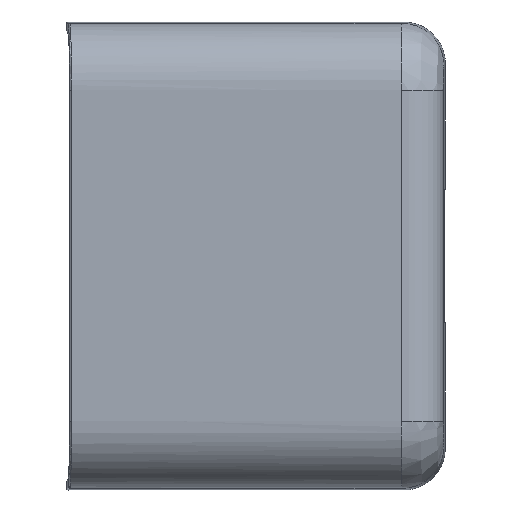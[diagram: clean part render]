
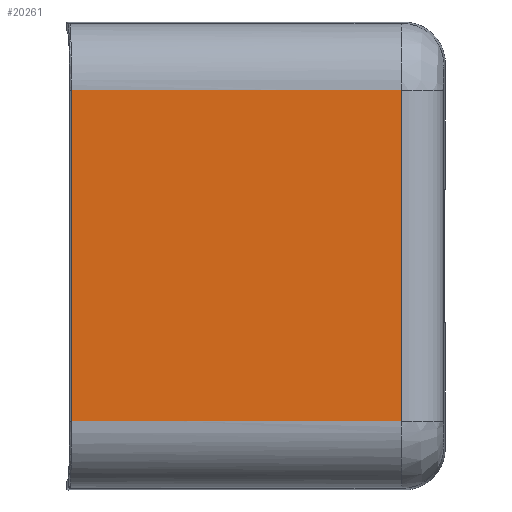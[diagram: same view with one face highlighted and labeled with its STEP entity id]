
A CAD part, top view. The second image highlights one B-rep face of the part: STEP entity #20261.
In plain terms, the highlighted planar face has unit normal (0, 0, 1).
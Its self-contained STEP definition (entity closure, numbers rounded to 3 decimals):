
#70 = EDGE_LOOP ( 'NONE', ( #15937, #15089, #4448, #17399 ) ) ;
#79 = PLANE ( 'NONE',  #9762 ) ;
#1224 = VECTOR ( 'NONE', #3483, 1000. ) ;
#1985 = VECTOR ( 'NONE', #10282, 1000. ) ;
#2234 = CARTESIAN_POINT ( 'NONE',  ( -34.094, -25.219, 25.25 ) ) ;
#2547 = VERTEX_POINT ( 'NONE', #2234 ) ;
#2695 = CARTESIAN_POINT ( 'NONE',  ( 5.374, -25.219, 25.25 ) ) ;
#3077 = DIRECTION ( 'NONE',  ( 0., -1., 0. ) ) ;
#3241 = LINE ( 'NONE', #14804, #1224 ) ;
#3483 = DIRECTION ( 'NONE',  ( 1., 0., 0. ) ) ;
#4448 = ORIENTED_EDGE ( 'NONE', *, *, #10747, .T. ) ;
#6503 = VERTEX_POINT ( 'NONE', #6638 ) ;
#6545 = VERTEX_POINT ( 'NONE', #20097 ) ;
#6638 = CARTESIAN_POINT ( 'NONE',  ( 5.374, 14.409, 25.25 ) ) ;
#9762 = AXIS2_PLACEMENT_3D ( 'NONE', #13535, #21027, #21407 ) ;
#9975 = EDGE_CURVE ( 'NONE', #6545, #2547, #18758, .T. ) ;
#10282 = DIRECTION ( 'NONE',  ( 0., 1., 0. ) ) ;
#10286 = CARTESIAN_POINT ( 'NONE',  ( 5.374, -25.219, 25.25 ) ) ;
#10656 = CARTESIAN_POINT ( 'NONE',  ( -34.094, 14.409, 25.25 ) ) ;
#10747 = EDGE_CURVE ( 'NONE', #2547, #14036, #3241, .T. ) ;
#11287 = LINE ( 'NONE', #18781, #14022 ) ;
#12160 = LINE ( 'NONE', #2695, #1985 ) ;
#12985 = EDGE_CURVE ( 'NONE', #14036, #6503, #12160, .T. ) ;
#13293 = DIRECTION ( 'NONE',  ( -1., 0., 0. ) ) ;
#13535 = CARTESIAN_POINT ( 'NONE',  ( -27.681, 7.755, 25.25 ) ) ;
#14022 = VECTOR ( 'NONE', #13293, 1000. ) ;
#14036 = VERTEX_POINT ( 'NONE', #10286 ) ;
#14804 = CARTESIAN_POINT ( 'NONE',  ( -34.094, -25.219, 25.25 ) ) ;
#14997 = EDGE_CURVE ( 'NONE', #6503, #6545, #11287, .T. ) ;
#15089 = ORIENTED_EDGE ( 'NONE', *, *, #9975, .T. ) ;
#15937 = ORIENTED_EDGE ( 'NONE', *, *, #14997, .T. ) ;
#16536 = VECTOR ( 'NONE', #3077, 1000. ) ;
#17157 = FACE_OUTER_BOUND ( 'NONE', #70, .T. ) ;
#17399 = ORIENTED_EDGE ( 'NONE', *, *, #12985, .T. ) ;
#18758 = LINE ( 'NONE', #10656, #16536 ) ;
#18781 = CARTESIAN_POINT ( 'NONE',  ( 5.374, 14.409, 25.25 ) ) ;
#20097 = CARTESIAN_POINT ( 'NONE',  ( -34.094, 14.409, 25.25 ) ) ;
#20261 = ADVANCED_FACE ( 'NONE', ( #17157 ), #79, .F. ) ;
#21027 = DIRECTION ( 'NONE',  ( 0., 0., -1. ) ) ;
#21407 = DIRECTION ( 'NONE',  ( 0., -1., 0. ) ) ;
